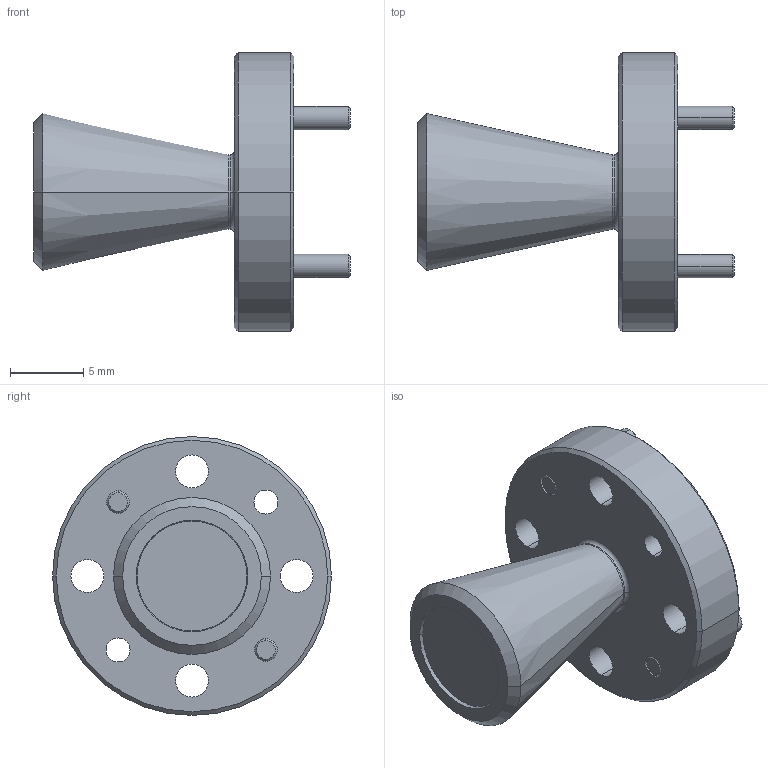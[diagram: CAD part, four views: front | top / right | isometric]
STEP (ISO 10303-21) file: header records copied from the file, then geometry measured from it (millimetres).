
FILE_DESCRIPTION (( 'STEP AP203' ), '1' );
FILE_NAME ('AC-CG22-067-A.STEP', '2022-10-03T20:38:12', ( '' ), ( '' ), 'SwSTEP 2.0', 'SolidWorks 2021', '' );
FILE_SCHEMA (( 'CONFIG_CONTROL_DESIGN' ));
Length unit declared in the file: inch
Products named in the file (1): AC-CG22-067-A
Bounding box: 21.65 x 19.05 x 19.05 mm (x, y, z)
Volume: 1688 mm3; surface area: 1474.7 mm2
Topology: 3 solids, 3 shells, 83 faces, 190 edges, 118 vertices
Faces by surface type: cylinder 40, cone 26, plane 15, torus 2
Entity records: 2483 total; most frequent: DIRECTION 478, CARTESIAN_POINT 392, ORIENTED_EDGE 380, AXIS2_PLACEMENT_3D 204, EDGE_CURVE 190, CIRCLE 120, VERTEX_POINT 118, EDGE_LOOP 104
